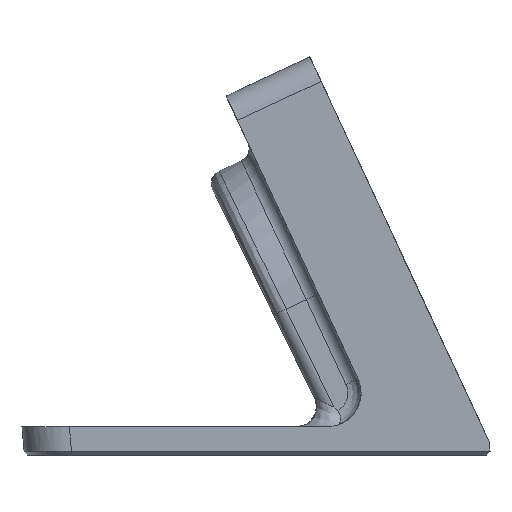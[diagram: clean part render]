
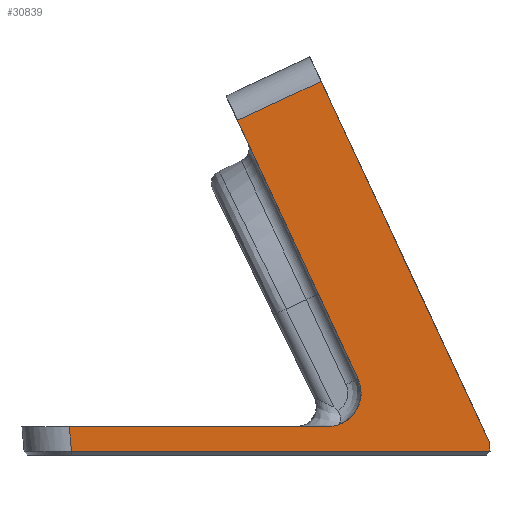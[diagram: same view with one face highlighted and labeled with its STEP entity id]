
A CAD part, left-side view. The second image highlights one B-rep face of the part: STEP entity #30839.
In plain terms, the highlighted planar face has unit normal (-1, 0, 0).
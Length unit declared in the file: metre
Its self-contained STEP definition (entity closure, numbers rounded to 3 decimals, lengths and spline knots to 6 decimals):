
#202=CIRCLE('',#32604,0.005);
#1429=ORIENTED_EDGE('',*,*,#10641,.T.);
#1430=ORIENTED_EDGE('',*,*,#10642,.T.);
#1431=ORIENTED_EDGE('',*,*,#10643,.T.);
#1432=ORIENTED_EDGE('',*,*,#10644,.T.);
#1433=ORIENTED_EDGE('',*,*,#9522,.F.);
#1434=ORIENTED_EDGE('',*,*,#10645,.T.);
#1435=ORIENTED_EDGE('',*,*,#10622,.F.);
#1436=ORIENTED_EDGE('',*,*,#10646,.T.);
#1437=ORIENTED_EDGE('',*,*,#10206,.T.);
#9522=EDGE_CURVE('',#14131,#14132,#17190,.T.);
#10206=EDGE_CURVE('',#14800,#14815,#17859,.T.);
#10622=EDGE_CURVE('',#15226,#15227,#18255,.T.);
#10641=EDGE_CURVE('',#14815,#15245,#18266,.T.);
#10642=EDGE_CURVE('',#15245,#15246,#18267,.T.);
#10643=EDGE_CURVE('',#15246,#15247,#18268,.T.);
#10644=EDGE_CURVE('',#15247,#14132,#18269,.T.);
#10645=EDGE_CURVE('',#14131,#15227,#18270,.T.);
#10646=EDGE_CURVE('',#15226,#14800,#202,.T.);
#14131=VERTEX_POINT('',#42099);
#14132=VERTEX_POINT('',#42101);
#14800=VERTEX_POINT('',#43439);
#14815=VERTEX_POINT('',#43468);
#15226=VERTEX_POINT('',#44373);
#15227=VERTEX_POINT('',#44375);
#15245=VERTEX_POINT('',#44422);
#15246=VERTEX_POINT('',#44424);
#15247=VERTEX_POINT('',#44426);
#17190=LINE('',#42100,#21659);
#17859=LINE('',#43469,#22328);
#18255=LINE('',#44374,#22724);
#18266=LINE('',#44421,#22735);
#18267=LINE('',#44423,#22736);
#18268=LINE('',#44425,#22737);
#18269=LINE('',#44427,#22738);
#18270=LINE('',#44428,#22739);
#21659=VECTOR('',#34276,1.);
#22328=VECTOR('',#34977,1.);
#22724=VECTOR('',#35409,1.);
#22735=VECTOR('',#35440,1.);
#22736=VECTOR('',#35441,1.);
#22737=VECTOR('',#35442,1.);
#22738=VECTOR('',#35443,1.);
#22739=VECTOR('',#35444,1.);
#26105=EDGE_LOOP('',(#1429,#1430,#1431,#1432,#1433,#1434,#1435,#1436,#1437));
#27725=FACE_BOUND('',#26105,.T.);
#29319=PLANE('',#32603);
#30839=ADVANCED_FACE('',(#27725),#29319,.F.);
#32603=AXIS2_PLACEMENT_3D('',#44420,#35438,#35439);
#32604=AXIS2_PLACEMENT_3D('',#44429,#35445,#35446);
#34276=DIRECTION('',(0.,-0.423,-0.906));
#34977=DIRECTION('',(0.,1.,0.));
#35409=DIRECTION('',(0.,0.423,0.906));
#35438=DIRECTION('',(1.,0.,0.));
#35439=DIRECTION('',(0.,-0.087,-0.996));
#35440=DIRECTION('',(0.,-0.087,-0.996));
#35441=DIRECTION('',(0.,-1.,0.));
#35442=DIRECTION('',(0.,-0.676,0.737));
#35443=DIRECTION('',(0.,0.087,0.996));
#35444=DIRECTION('',(0.,0.906,-0.423));
#35445=DIRECTION('',(1.,0.,0.));
#35446=DIRECTION('',(0.,-0.087,-0.996));
#42099=CARTESIAN_POINT('',(-0.068125,0.02154,-0.040492));
#42100=CARTESIAN_POINT('',(-0.068125,0.009918,-0.065416));
#42101=CARTESIAN_POINT('',(-0.068125,-0.003394,-0.093964));
#43439=CARTESIAN_POINT('',(-0.068125,0.020608,-0.091738));
#43468=CARTESIAN_POINT('',(-0.068125,0.058902,-0.091738));
#43469=CARTESIAN_POINT('',(-0.068125,0.009916,-0.091738));
#44373=CARTESIAN_POINT('',(-0.068125,0.016077,-0.084625));
#44374=CARTESIAN_POINT('',(-0.068125,0.022334,-0.071206));
#44375=CARTESIAN_POINT('',(-0.068125,0.033956,-0.046282));
#44420=CARTESIAN_POINT('',(-0.068125,0.009916,-0.065415));
#44421=CARTESIAN_POINT('',(-0.068125,0.058097,-0.100948));
#44422=CARTESIAN_POINT('',(-0.068125,0.058583,-0.095393));
#44423=CARTESIAN_POINT('',(-0.068125,0.009916,-0.095393));
#44424=CARTESIAN_POINT('',(-0.068125,-0.003472,-0.095393));
#44425=CARTESIAN_POINT('',(-0.068125,-0.002972,-0.095938));
#44426=CARTESIAN_POINT('',(-0.068125,-0.003515,-0.095345));
#44427=CARTESIAN_POINT('',(-0.068125,-0.003464,-0.09476));
#44428=CARTESIAN_POINT('',(-0.068125,0.021538,-0.040491));
#44429=CARTESIAN_POINT('',(-0.068125,0.020608,-0.086738));
